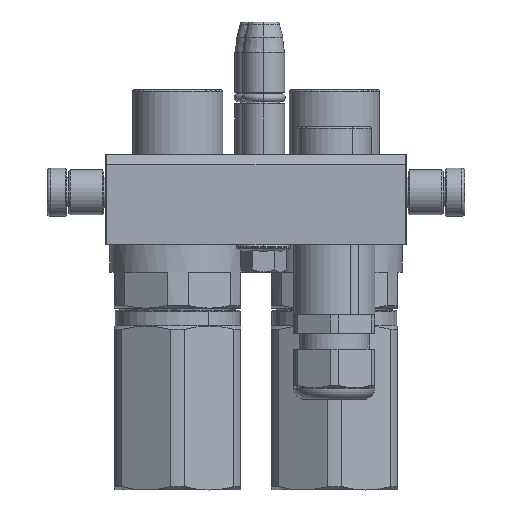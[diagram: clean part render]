
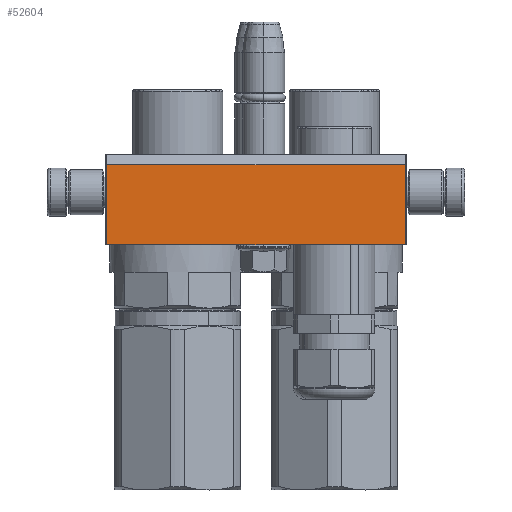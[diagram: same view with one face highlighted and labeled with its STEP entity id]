
A CAD part, left-side view. The second image highlights one B-rep face of the part: STEP entity #52604.
In plain terms, the highlighted face is planar.
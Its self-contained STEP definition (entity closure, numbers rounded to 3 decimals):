
#1197 = CARTESIAN_POINT ( 'NONE',  ( 49.5, 11.536, 56. ) ) ;
#1441 = VERTEX_POINT ( 'NONE', #48190 ) ;
#3539 = CARTESIAN_POINT ( 'NONE',  ( -49.5, -15., 56. ) ) ;
#6618 = ORIENTED_EDGE ( 'NONE', *, *, #56925, .F. ) ;
#6842 = EDGE_CURVE ( 'NONE', #28113, #55592, #20331, .T. ) ;
#11934 = LINE ( 'NONE', #49881, #21544 ) ;
#12152 = LINE ( 'NONE', #35202, #53407 ) ;
#14574 = CARTESIAN_POINT ( 'NONE',  ( -49.5, -15., 56. ) ) ;
#20331 = LINE ( 'NONE', #14574, #38255 ) ;
#21544 = VECTOR ( 'NONE', #27553, 1000. ) ;
#21862 = FACE_OUTER_BOUND ( 'NONE', #26540, .T. ) ;
#21978 = EDGE_CURVE ( 'NONE', #28113, #1441, #12152, .T. ) ;
#22490 = VERTEX_POINT ( 'NONE', #1197 ) ;
#23009 = DIRECTION ( 'NONE',  ( 0., 1., 0. ) ) ;
#26043 = CARTESIAN_POINT ( 'NONE',  ( -50., -15., 56. ) ) ;
#26540 = EDGE_LOOP ( 'NONE', ( #30316, #31808, #6618, #39686 ) ) ;
#27553 = DIRECTION ( 'NONE',  ( 0., 1., 0. ) ) ;
#28113 = VERTEX_POINT ( 'NONE', #3539 ) ;
#28491 = CARTESIAN_POINT ( 'NONE',  ( -49.5, 11.536, 56. ) ) ;
#29645 = VECTOR ( 'NONE', #31783, 1000. ) ;
#30316 = ORIENTED_EDGE ( 'NONE', *, *, #21978, .T. ) ;
#31783 = DIRECTION ( 'NONE',  ( 1., 0., 0. ) ) ;
#31808 = ORIENTED_EDGE ( 'NONE', *, *, #42010, .T. ) ;
#31979 = CARTESIAN_POINT ( 'NONE',  ( -49.5, 11.536, 56. ) ) ;
#34905 = PLANE ( 'NONE',  #51737 ) ;
#35202 = CARTESIAN_POINT ( 'NONE',  ( -49.5, -15., 56. ) ) ;
#38255 = VECTOR ( 'NONE', #23009, 1000. ) ;
#39331 = DIRECTION ( 'NONE',  ( 0., 0., 1. ) ) ;
#39686 = ORIENTED_EDGE ( 'NONE', *, *, #6842, .F. ) ;
#39781 = DIRECTION ( 'NONE',  ( 1., 0., 0. ) ) ;
#42010 = EDGE_CURVE ( 'NONE', #1441, #22490, #11934, .T. ) ;
#48190 = CARTESIAN_POINT ( 'NONE',  ( 49.5, -15., 56. ) ) ;
#49881 = CARTESIAN_POINT ( 'NONE',  ( 49.5, -15., 56. ) ) ;
#50309 = LINE ( 'NONE', #31979, #29645 ) ;
#51737 = AXIS2_PLACEMENT_3D ( 'NONE', #26043, #39331, #52626 ) ;
#52604 = ADVANCED_FACE ( 'NONE', ( #21862 ), #34905, .T. ) ;
#52626 = DIRECTION ( 'NONE',  ( 1., 0., 0. ) ) ;
#53407 = VECTOR ( 'NONE', #39781, 1000. ) ;
#55592 = VERTEX_POINT ( 'NONE', #28491 ) ;
#56925 = EDGE_CURVE ( 'NONE', #55592, #22490, #50309, .T. ) ;
